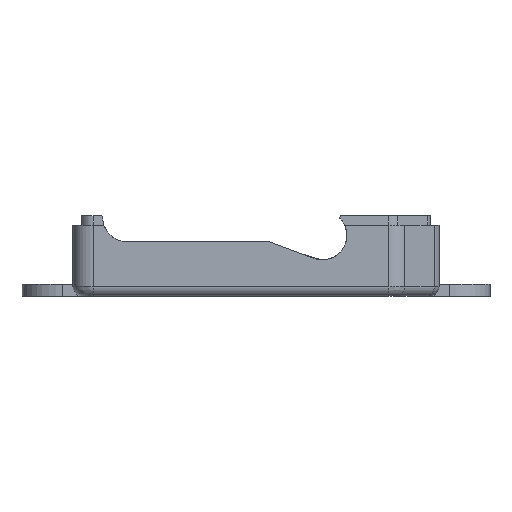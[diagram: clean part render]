
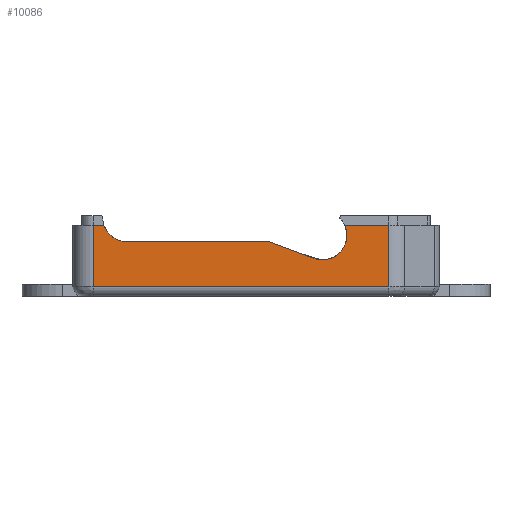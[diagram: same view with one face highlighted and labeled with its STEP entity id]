
A CAD part, left-side view. The second image highlights one B-rep face of the part: STEP entity #10086.
In plain terms, the highlighted planar face has unit normal (-1, 0, 0).
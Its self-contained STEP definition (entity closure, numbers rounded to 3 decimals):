
#523=PLANE('',#10563);
#1059=FACE_OUTER_BOUND('',#1636,.T.);
#1636=EDGE_LOOP('',(#9355,#9356,#9357,#9358,#9359,#9360,#9361,#9362,#9363));
#1740=CIRCLE('',#10334,6.);
#1761=CIRCLE('',#10370,6.);
#3017=LINE('',#22298,#3751);
#3027=LINE('',#22327,#3761);
#3049=LINE('',#22392,#3783);
#3052=LINE('',#22396,#3786);
#3161=LINE('',#22701,#3895);
#3164=LINE('',#22776,#3898);
#3165=LINE('',#22778,#3899);
#3751=VECTOR('',#11748,10.);
#3761=VECTOR('',#11772,10.);
#3783=VECTOR('',#11830,10.);
#3786=VECTOR('',#11835,10.);
#3895=VECTOR('',#12184,10.);
#3898=VECTOR('',#12219,10.);
#3899=VECTOR('',#12222,10.);
#4711=VERTEX_POINT('',#22104);
#4712=VERTEX_POINT('',#22106);
#4753=VERTEX_POINT('',#22206);
#4754=VERTEX_POINT('',#22208);
#4781=VERTEX_POINT('',#22296);
#4793=VERTEX_POINT('',#22326);
#4818=VERTEX_POINT('',#22391);
#4893=VERTEX_POINT('',#22697);
#4894=VERTEX_POINT('',#22699);
#6091=EDGE_CURVE('',#4712,#4711,#1740,.T.);
#6141=EDGE_CURVE('',#4754,#4753,#1761,.T.);
#6185=EDGE_CURVE('',#4781,#4711,#3017,.T.);
#6201=EDGE_CURVE('',#4754,#4793,#3027,.T.);
#6235=EDGE_CURVE('',#4818,#4712,#3049,.T.);
#6238=EDGE_CURVE('',#4753,#4818,#3052,.T.);
#6391=EDGE_CURVE('',#4894,#4893,#3161,.T.);
#6403=EDGE_CURVE('',#4893,#4781,#3164,.T.);
#6404=EDGE_CURVE('',#4793,#4894,#3165,.T.);
#9355=ORIENTED_EDGE('',*,*,#6091,.T.);
#9356=ORIENTED_EDGE('',*,*,#6185,.F.);
#9357=ORIENTED_EDGE('',*,*,#6403,.F.);
#9358=ORIENTED_EDGE('',*,*,#6391,.F.);
#9359=ORIENTED_EDGE('',*,*,#6404,.F.);
#9360=ORIENTED_EDGE('',*,*,#6201,.F.);
#9361=ORIENTED_EDGE('',*,*,#6141,.T.);
#9362=ORIENTED_EDGE('',*,*,#6238,.T.);
#9363=ORIENTED_EDGE('',*,*,#6235,.T.);
#10086=ADVANCED_FACE('',(#1059),#523,.T.);
#10334=AXIS2_PLACEMENT_3D('',#22107,#11559,#11560);
#10370=AXIS2_PLACEMENT_3D('',#22209,#11655,#11656);
#10563=AXIS2_PLACEMENT_3D('',#22777,#12220,#12221);
#11559=DIRECTION('center_axis',(1.,0.,0.));
#11560=DIRECTION('ref_axis',(0.,0.,1.));
#11655=DIRECTION('center_axis',(1.,0.,0.));
#11656=DIRECTION('ref_axis',(0.,0.347,-0.938));
#11748=DIRECTION('',(0.,-1.,0.));
#11772=DIRECTION('',(0.,-1.,0.));
#11830=DIRECTION('',(0.,1.,0.));
#11835=DIRECTION('',(0.,0.938,0.347));
#12184=DIRECTION('',(0.,1.,0.));
#12219=DIRECTION('',(0.,0.,1.));
#12220=DIRECTION('center_axis',(-1.,0.,0.));
#12221=DIRECTION('ref_axis',(0.,-1.,0.));
#12222=DIRECTION('',(0.,0.,-1.));
#22104=CARTESIAN_POINT('',(-32.,-20.153,17.508));
#22106=CARTESIAN_POINT('',(-32.,-25.827,13.458));
#22107=CARTESIAN_POINT('Origin',(-32.,-25.827,19.458));
#22206=CARTESIAN_POINT('',(-32.,-71.753,9.382));
#22208=CARTESIAN_POINT('',(-32.,-79.292,17.508));
#22209=CARTESIAN_POINT('Origin',(-32.,-73.837,15.008));
#22296=CARTESIAN_POINT('',(-32.,-17.508,17.508));
#22298=CARTESIAN_POINT('',(-32.,-35.008,17.508));
#22326=CARTESIAN_POINT('',(-32.,-90.166,17.508));
#22327=CARTESIAN_POINT('',(-32.,-35.008,17.508));
#22391=CARTESIAN_POINT('',(-32.,-60.751,13.458));
#22392=CARTESIAN_POINT('',(-32.,-36.63,13.458));
#22396=CARTESIAN_POINT('',(-32.,-47.233,18.467));
#22697=CARTESIAN_POINT('',(-32.,-17.508,2.508));
#22699=CARTESIAN_POINT('',(-32.,-90.166,2.508));
#22701=CARTESIAN_POINT('',(-32.,-35.008,2.508));
#22776=CARTESIAN_POINT('',(-32.,-17.508,0.008));
#22777=CARTESIAN_POINT('Origin',(-32.,-12.508,0.008));
#22778=CARTESIAN_POINT('',(-32.,-90.166,0.008));
